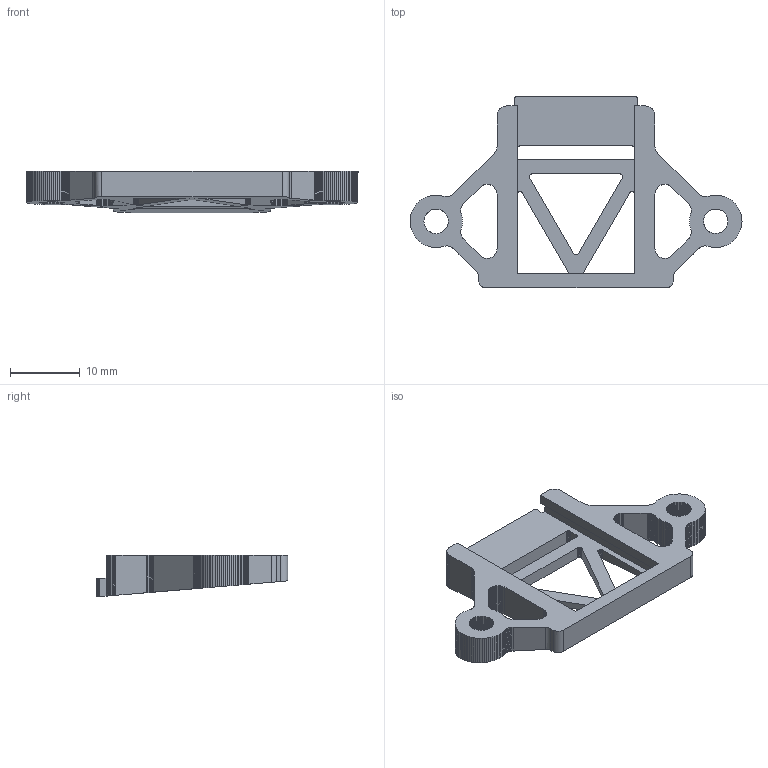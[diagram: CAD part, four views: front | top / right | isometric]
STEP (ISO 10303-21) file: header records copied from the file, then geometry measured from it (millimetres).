
FILE_DESCRIPTION(('STEP AP242'), '1');
FILE_NAME('rp2040_holder', '', ('UNSPECIFIED'), ('UNSPECIFIED'), 'C3D Converter', 'C3D Toolkit', '');
FILE_SCHEMA(('AP242_MANAGED_MODEL_BASED_3D_ENGINEERING_MIM_LF { 1 0 10303 442 1 1 4 }'));
Length unit declared in the file: millimetre
Bounding box: 47.5 x 27.4 x 6 mm (x, y, z)
Volume: 1871.1 mm3; surface area: 2487.4 mm2
Topology: 1 solids, 1 shells, 763 faces, 2090 edges, 1320 vertices
Faces by surface type: plane 759, cylinder 4
Entity records: 29698 total; most frequent: CARTESIAN_POINT 4263, ORIENTED_EDGE 4180, DIRECTION 3618, EDGE_CURVE 2090, LINE 2082, VECTOR 2082, VERTEX_POINT 1397, FACE_BOUND 770
